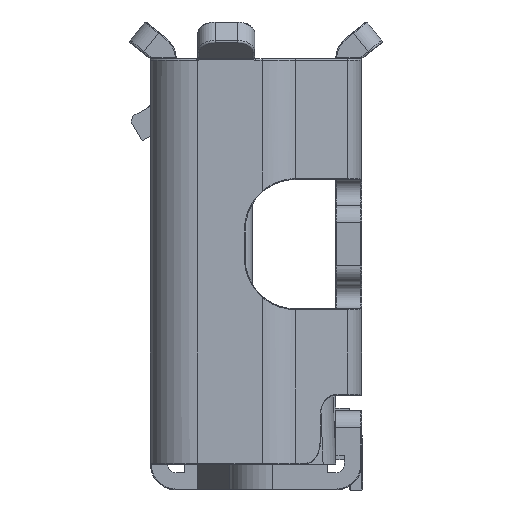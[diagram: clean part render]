
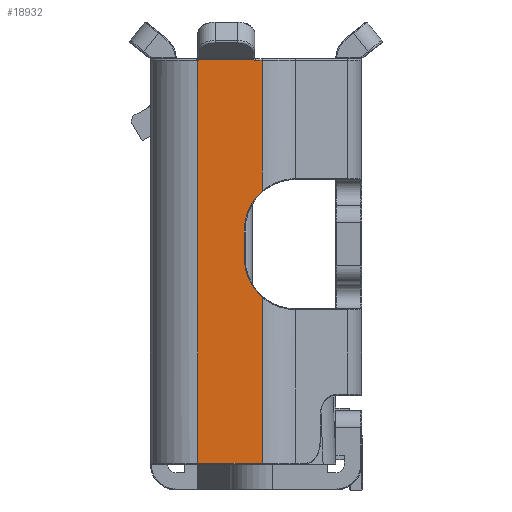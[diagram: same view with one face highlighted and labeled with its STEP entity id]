
A CAD part, left-side view. The second image highlights one B-rep face of the part: STEP entity #18932.
In plain terms, the highlighted planar face has unit normal (-1, 0, 0).
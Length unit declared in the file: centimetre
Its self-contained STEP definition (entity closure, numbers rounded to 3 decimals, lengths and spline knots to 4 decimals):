
#250=PLANE('',#20325);
#805=LINE('',#29464,#2358);
#881=LINE('',#29752,#2434);
#952=LINE('',#30040,#2505);
#953=LINE('',#30044,#2506);
#954=LINE('',#30048,#2507);
#955=LINE('',#30050,#2508);
#956=LINE('',#30054,#2509);
#2358=VECTOR('',#22903,100.);
#2434=VECTOR('',#23099,100.);
#2505=VECTOR('',#23270,100.);
#2506=VECTOR('',#23275,100.);
#2507=VECTOR('',#23278,100.);
#2508=VECTOR('',#23281,100.);
#2509=VECTOR('',#23284,100.);
#4369=FACE_OUTER_BOUND('',#5577,.T.);
#5577=EDGE_LOOP('',(#13199,#13200,#13201,#13202,#13203,#13204,#13205,#13206,
#13207,#13208,#13209));
#6883=CIRCLE('',#20326,0.003);
#6884=CIRCLE('',#20327,0.003);
#6885=CIRCLE('',#20328,0.0595);
#6886=CIRCLE('',#20329,0.0595);
#8147=VERTEX_POINT('',#29461);
#8148=VERTEX_POINT('',#29463);
#8259=VERTEX_POINT('',#29750);
#8260=VERTEX_POINT('',#29751);
#8366=VERTEX_POINT('',#30032);
#8367=VERTEX_POINT('',#30039);
#8368=VERTEX_POINT('',#30043);
#8369=VERTEX_POINT('',#30045);
#8370=VERTEX_POINT('',#30047);
#8371=VERTEX_POINT('',#30051);
#8372=VERTEX_POINT('',#30053);
#9933=EDGE_CURVE('',#8148,#8147,#805,.T.);
#10057=EDGE_CURVE('',#8259,#8260,#881,.T.);
#10179=EDGE_CURVE('',#8367,#8366,#952,.T.);
#10181=EDGE_CURVE('',#8147,#8368,#953,.T.);
#10182=EDGE_CURVE('',#8368,#8369,#6883,.T.);
#10183=EDGE_CURVE('',#8369,#8370,#954,.T.);
#10184=EDGE_CURVE('',#8370,#8260,#6884,.T.);
#10185=EDGE_CURVE('',#8259,#8367,#955,.T.);
#10186=EDGE_CURVE('',#8366,#8371,#6885,.T.);
#10187=EDGE_CURVE('',#8371,#8372,#956,.T.);
#10188=EDGE_CURVE('',#8372,#8148,#6886,.T.);
#13199=ORIENTED_EDGE('',*,*,#9933,.T.);
#13200=ORIENTED_EDGE('',*,*,#10181,.T.);
#13201=ORIENTED_EDGE('',*,*,#10182,.T.);
#13202=ORIENTED_EDGE('',*,*,#10183,.T.);
#13203=ORIENTED_EDGE('',*,*,#10184,.T.);
#13204=ORIENTED_EDGE('',*,*,#10057,.F.);
#13205=ORIENTED_EDGE('',*,*,#10185,.T.);
#13206=ORIENTED_EDGE('',*,*,#10179,.T.);
#13207=ORIENTED_EDGE('',*,*,#10186,.T.);
#13208=ORIENTED_EDGE('',*,*,#10187,.T.);
#13209=ORIENTED_EDGE('',*,*,#10188,.T.);
#18932=ADVANCED_FACE('',(#4369),#250,.T.);
#20325=AXIS2_PLACEMENT_3D('',#30042,#23273,#23274);
#20326=AXIS2_PLACEMENT_3D('',#30046,#23276,#23277);
#20327=AXIS2_PLACEMENT_3D('',#30049,#23279,#23280);
#20328=AXIS2_PLACEMENT_3D('',#30052,#23282,#23283);
#20329=AXIS2_PLACEMENT_3D('',#30055,#23285,#23286);
#22903=DIRECTION('',(0.,0.,1.));
#23099=DIRECTION('',(0.,0.,1.));
#23270=DIRECTION('',(0.,0.,1.));
#23273=DIRECTION('center_axis',(-1.,0.,0.));
#23274=DIRECTION('ref_axis',(0.,0.,1.));
#23275=DIRECTION('',(0.,1.,0.));
#23276=DIRECTION('center_axis',(1.,0.,0.));
#23277=DIRECTION('ref_axis',(0.,0.,1.));
#23278=DIRECTION('',(0.,1.,0.));
#23279=DIRECTION('center_axis',(1.,0.,0.));
#23280=DIRECTION('ref_axis',(0.,0.,1.));
#23281=DIRECTION('',(0.,-1.,0.));
#23282=DIRECTION('center_axis',(1.,0.,0.));
#23283=DIRECTION('ref_axis',(0.,0.,1.));
#23284=DIRECTION('',(0.,0.,1.));
#23285=DIRECTION('center_axis',(1.,0.,0.));
#23286=DIRECTION('ref_axis',(0.,0.,1.));
#29461=CARTESIAN_POINT('',(-0.375,-0.0071,-0.002));
#29463=CARTESIAN_POINT('',(-0.375,-0.0071,-0.1535));
#29464=CARTESIAN_POINT('',(-0.375,-0.0071,-0.47));
#29750=CARTESIAN_POINT('',(-0.375,0.0675,-0.469));
#29751=CARTESIAN_POINT('',(-0.375,0.0675,-0.0018));
#29752=CARTESIAN_POINT('',(-0.375,0.0675,-0.47));
#30032=CARTESIAN_POINT('',(-0.375,-0.0071,-0.2765));
#30039=CARTESIAN_POINT('',(-0.375,-0.0071,-0.469));
#30040=CARTESIAN_POINT('',(-0.375,-0.0071,-0.47));
#30042=CARTESIAN_POINT('Origin',(-0.375,-0.0071,-0.47));
#30043=CARTESIAN_POINT('',(-0.375,0.0005,-0.002));
#30044=CARTESIAN_POINT('',(-0.375,-0.0071,-0.002));
#30045=CARTESIAN_POINT('',(-0.375,0.0031,-0.0005));
#30046=CARTESIAN_POINT('Origin',(-0.375,0.0005,0.001));
#30047=CARTESIAN_POINT('',(-0.375,0.0659,-0.0005));
#30048=CARTESIAN_POINT('',(-0.375,0.0665,-0.0005));
#30049=CARTESIAN_POINT('Origin',(-0.375,0.0685,0.001));
#30050=CARTESIAN_POINT('',(-0.375,-0.0071,-0.469));
#30051=CARTESIAN_POINT('',(-0.375,0.0135,-0.2315));
#30052=CARTESIAN_POINT('Origin',(-0.375,-0.046,-0.2315));
#30053=CARTESIAN_POINT('',(-0.375,0.0135,-0.1985));
#30054=CARTESIAN_POINT('',(-0.375,0.0135,-0.1985));
#30055=CARTESIAN_POINT('Origin',(-0.375,-0.046,-0.1985));
